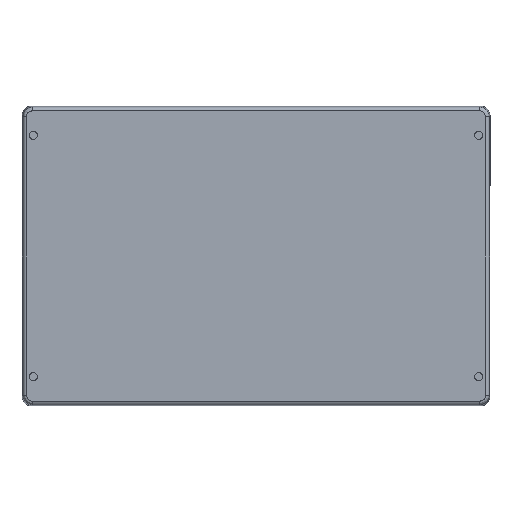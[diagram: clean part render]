
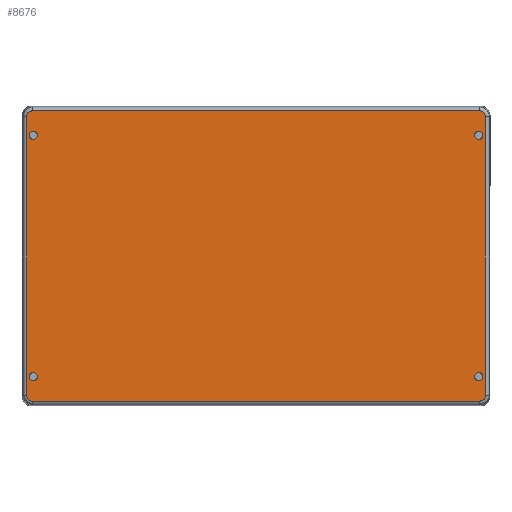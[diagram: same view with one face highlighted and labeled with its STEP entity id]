
A CAD part, left-side view. The second image highlights one B-rep face of the part: STEP entity #8676.
In plain terms, the highlighted planar face has unit normal (-1, 0, 0).
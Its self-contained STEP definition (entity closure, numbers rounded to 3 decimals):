
#80=ELLIPSE('',#9839,3.,3.);
#81=ELLIPSE('',#9841,3.,3.);
#84=ELLIPSE('',#9849,3.,3.);
#85=ELLIPSE('',#9851,3.,3.);
#280=PLANE('',#9860);
#771=LINE('',#15440,#1285);
#773=LINE('',#15576,#1287);
#774=LINE('',#15581,#1288);
#776=LINE('',#15714,#1290);
#1285=VECTOR('',#12648,239.027);
#1287=VECTOR('',#12666,149.027);
#1288=VECTOR('',#12671,149.027);
#1290=VECTOR('',#12687,239.027);
#1693=FACE_BOUND('',#2996,.T.);
#1694=FACE_BOUND('',#2997,.T.);
#1695=FACE_BOUND('',#2998,.T.);
#1696=FACE_BOUND('',#2999,.T.);
#2240=FACE_OUTER_BOUND('',#2995,.T.);
#2995=EDGE_LOOP('',(#7782,#7783,#7784,#7785,#7786,#7787,#7788,#7789));
#2996=EDGE_LOOP('',(#7790));
#2997=EDGE_LOOP('',(#7791));
#2998=EDGE_LOOP('',(#7792));
#2999=EDGE_LOOP('',(#7793));
#3381=CIRCLE('',#9344,2.25);
#3385=CIRCLE('',#9350,2.25);
#3389=CIRCLE('',#9356,2.25);
#3393=CIRCLE('',#9362,2.25);
#4061=VERTEX_POINT('',#14450);
#4065=VERTEX_POINT('',#14460);
#4069=VERTEX_POINT('',#14470);
#4073=VERTEX_POINT('',#14480);
#4375=VERTEX_POINT('',#15433);
#4378=VERTEX_POINT('',#15438);
#4379=VERTEX_POINT('',#15501);
#4382=VERTEX_POINT('',#15567);
#4383=VERTEX_POINT('',#15572);
#4386=VERTEX_POINT('',#15579);
#4387=VERTEX_POINT('',#15643);
#4390=VERTEX_POINT('',#15709);
#5080=EDGE_CURVE('',#4061,#4061,#3381,.T.);
#5084=EDGE_CURVE('',#4065,#4065,#3385,.T.);
#5088=EDGE_CURVE('',#4069,#4069,#3389,.T.);
#5092=EDGE_CURVE('',#4073,#4073,#3393,.T.);
#5513=EDGE_CURVE('',#4378,#4375,#771,.T.);
#5516=EDGE_CURVE('',#4375,#4379,#80,.T.);
#5518=EDGE_CURVE('',#4382,#4378,#81,.T.);
#5522=EDGE_CURVE('',#4379,#4383,#773,.T.);
#5524=EDGE_CURVE('',#4386,#4382,#774,.T.);
#5528=EDGE_CURVE('',#4383,#4387,#84,.T.);
#5530=EDGE_CURVE('',#4390,#4386,#85,.T.);
#5532=EDGE_CURVE('',#4387,#4390,#776,.T.);
#7782=ORIENTED_EDGE('',*,*,#5513,.F.);
#7783=ORIENTED_EDGE('',*,*,#5518,.F.);
#7784=ORIENTED_EDGE('',*,*,#5524,.F.);
#7785=ORIENTED_EDGE('',*,*,#5530,.F.);
#7786=ORIENTED_EDGE('',*,*,#5532,.F.);
#7787=ORIENTED_EDGE('',*,*,#5528,.F.);
#7788=ORIENTED_EDGE('',*,*,#5522,.F.);
#7789=ORIENTED_EDGE('',*,*,#5516,.F.);
#7790=ORIENTED_EDGE('',*,*,#5092,.T.);
#7791=ORIENTED_EDGE('',*,*,#5088,.T.);
#7792=ORIENTED_EDGE('',*,*,#5084,.T.);
#7793=ORIENTED_EDGE('',*,*,#5080,.T.);
#8676=ADVANCED_FACE('',(#2240,#1693,#1694,#1695,#1696),#280,.T.);
#9344=AXIS2_PLACEMENT_3D('',#14451,#11483,#11484);
#9350=AXIS2_PLACEMENT_3D('',#14461,#11495,#11496);
#9356=AXIS2_PLACEMENT_3D('',#14471,#11507,#11508);
#9362=AXIS2_PLACEMENT_3D('',#14481,#11519,#11520);
#9839=AXIS2_PLACEMENT_3D('',#15505,#12653,#12654);
#9841=AXIS2_PLACEMENT_3D('',#15569,#12657,#12658);
#9849=AXIS2_PLACEMENT_3D('',#15647,#12677,#12678);
#9851=AXIS2_PLACEMENT_3D('',#15711,#12681,#12682);
#9860=AXIS2_PLACEMENT_3D('',#15734,#12708,#12709);
#11483=DIRECTION('center_axis',(1.,0.,0.));
#11484=DIRECTION('ref_axis',(0.,0.,-1.));
#11495=DIRECTION('center_axis',(1.,0.,0.));
#11496=DIRECTION('ref_axis',(0.,0.,-1.));
#11507=DIRECTION('center_axis',(1.,0.,0.));
#11508=DIRECTION('ref_axis',(0.,0.,-1.));
#11519=DIRECTION('center_axis',(1.,0.,0.));
#11520=DIRECTION('ref_axis',(0.,0.,-1.));
#12648=DIRECTION('',(0.,-1.,0.));
#12653=DIRECTION('center_axis',(1.,0.,0.));
#12654=DIRECTION('ref_axis',(0.,-0.707,0.707));
#12657=DIRECTION('center_axis',(1.,0.,0.));
#12658=DIRECTION('ref_axis',(0.,0.707,0.707));
#12666=DIRECTION('',(0.,0.,-1.));
#12671=DIRECTION('',(0.,0.,1.));
#12677=DIRECTION('center_axis',(1.,0.,0.));
#12678=DIRECTION('ref_axis',(0.,-0.707,-0.707));
#12681=DIRECTION('center_axis',(1.,0.,0.));
#12682=DIRECTION('ref_axis',(0.,0.707,-0.707));
#12687=DIRECTION('',(0.,1.,0.));
#12708=DIRECTION('center_axis',(-1.,0.,0.));
#12709=DIRECTION('ref_axis',(0.,0.,1.));
#14450=CARTESIAN_POINT('',(-36.75,-123.5,66.75));
#14451=CARTESIAN_POINT('Origin',(-36.75,-123.5,64.5));
#14460=CARTESIAN_POINT('',(-36.75,-123.5,-62.25));
#14461=CARTESIAN_POINT('Origin',(-36.75,-123.5,-64.5));
#14470=CARTESIAN_POINT('',(-36.75,114.5,66.75));
#14471=CARTESIAN_POINT('Origin',(-36.75,114.5,64.5));
#14480=CARTESIAN_POINT('',(-36.75,114.5,-62.25));
#14481=CARTESIAN_POINT('Origin',(-36.75,114.5,-64.5));
#15433=CARTESIAN_POINT('',(-36.75,-124.014,77.514));
#15438=CARTESIAN_POINT('',(-36.75,115.014,77.514));
#15440=CARTESIAN_POINT('',(-36.75,115.014,77.514));
#15501=CARTESIAN_POINT('',(-36.75,-127.014,74.514));
#15505=CARTESIAN_POINT('Origin',(-36.75,-124.013,74.513));
#15567=CARTESIAN_POINT('',(-36.75,118.014,74.514));
#15569=CARTESIAN_POINT('Origin',(-36.75,115.013,74.513));
#15572=CARTESIAN_POINT('',(-36.75,-127.014,-74.514));
#15576=CARTESIAN_POINT('',(-36.75,-127.014,74.514));
#15579=CARTESIAN_POINT('',(-36.75,118.014,-74.514));
#15581=CARTESIAN_POINT('',(-36.75,118.014,-74.514));
#15643=CARTESIAN_POINT('',(-36.75,-124.014,-77.514));
#15647=CARTESIAN_POINT('Origin',(-36.75,-124.013,-74.513));
#15709=CARTESIAN_POINT('',(-36.75,115.014,-77.514));
#15711=CARTESIAN_POINT('Origin',(-36.75,115.013,-74.513));
#15714=CARTESIAN_POINT('',(-36.75,-124.014,-77.514));
#15734=CARTESIAN_POINT('Origin',(-36.75,-129.,-80.));
